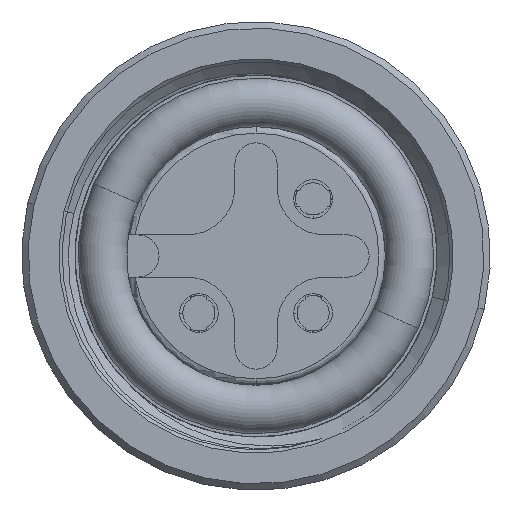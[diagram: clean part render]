
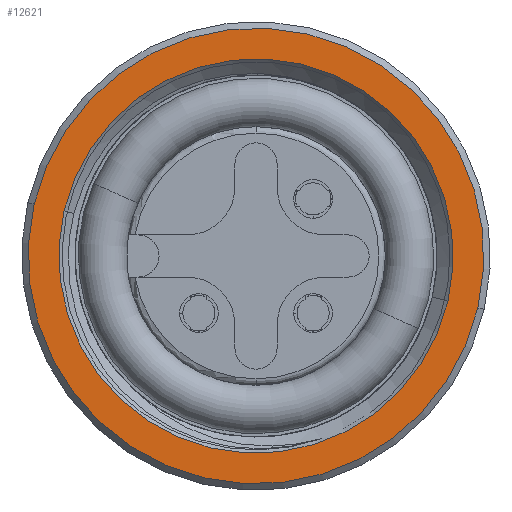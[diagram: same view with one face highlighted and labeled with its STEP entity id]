
A CAD part, left-side view. The second image highlights one B-rep face of the part: STEP entity #12621.
In plain terms, the highlighted face is planar.
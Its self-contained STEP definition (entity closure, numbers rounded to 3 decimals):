
#1353 = FACE_OUTER_BOUND ( 'NONE', #19122, .T. ) ;
#2725 = EDGE_LOOP ( 'NONE', ( #19210, #37398 ) ) ;
#2773 = FACE_BOUND ( 'NONE', #2725, .T. ) ;
#3510 = VERTEX_POINT ( 'NONE', #37520 ) ;
#4195 = VERTEX_POINT ( 'NONE', #34974 ) ;
#4731 = CARTESIAN_POINT ( 'NONE',  ( 11., 7.25, 0. ) ) ;
#6212 = AXIS2_PLACEMENT_3D ( 'NONE', #4731, #6787, #34192 ) ;
#6787 = DIRECTION ( 'NONE',  ( -1., 0., 0. ) ) ;
#7625 = CARTESIAN_POINT ( 'NONE',  ( 11., 0., -7.05 ) ) ;
#9615 = CARTESIAN_POINT ( 'NONE',  ( 11., 0., 0. ) ) ;
#10506 = AXIS2_PLACEMENT_3D ( 'NONE', #17191, #20622, #29308 ) ;
#12621 = ADVANCED_FACE ( 'NONE', ( #1353, #2773 ), #35410, .F. ) ;
#14969 = EDGE_CURVE ( 'NONE', #4195, #3510, #33247, .T. ) ;
#15484 = DIRECTION ( 'NONE',  ( 0., 0., 1. ) ) ;
#16876 = CIRCLE ( 'NONE', #18047, 7.05 ) ;
#17191 = CARTESIAN_POINT ( 'NONE',  ( 11., 0., 0. ) ) ;
#17792 = ORIENTED_EDGE ( 'NONE', *, *, #23754, .T. ) ;
#18047 = AXIS2_PLACEMENT_3D ( 'NONE', #28095, #21891, #33900 ) ;
#18355 = CARTESIAN_POINT ( 'NONE',  ( 11., 0., 7.05 ) ) ;
#18657 = CARTESIAN_POINT ( 'NONE',  ( 11., 0., 0. ) ) ;
#19122 = EDGE_LOOP ( 'NONE', ( #17792, #22608 ) ) ;
#19161 = AXIS2_PLACEMENT_3D ( 'NONE', #18657, #33672, #15484 ) ;
#19210 = ORIENTED_EDGE ( 'NONE', *, *, #19664, .T. ) ;
#19664 = EDGE_CURVE ( 'NONE', #3510, #4195, #26685, .T. ) ;
#19793 = VERTEX_POINT ( 'NONE', #18355 ) ;
#20622 = DIRECTION ( 'NONE',  ( -1., 0., 0. ) ) ;
#21891 = DIRECTION ( 'NONE',  ( 1., 0., 0. ) ) ;
#22608 = ORIENTED_EDGE ( 'NONE', *, *, #38141, .T. ) ;
#23754 = EDGE_CURVE ( 'NONE', #19793, #32382, #34405, .T. ) ;
#26685 = CIRCLE ( 'NONE', #10506, 6.1 ) ;
#27287 = DIRECTION ( 'NONE',  ( 1., 0., 0. ) ) ;
#27532 = DIRECTION ( 'NONE',  ( 0., 0., 1. ) ) ;
#28095 = CARTESIAN_POINT ( 'NONE',  ( 11., 0., 0. ) ) ;
#29308 = DIRECTION ( 'NONE',  ( 0., 0., 1. ) ) ;
#32382 = VERTEX_POINT ( 'NONE', #7625 ) ;
#33247 = CIRCLE ( 'NONE', #19161, 6.1 ) ;
#33672 = DIRECTION ( 'NONE',  ( -1., 0., 0. ) ) ;
#33900 = DIRECTION ( 'NONE',  ( 0., 0., 1. ) ) ;
#34192 = DIRECTION ( 'NONE',  ( 0., 0., 1. ) ) ;
#34405 = CIRCLE ( 'NONE', #39081, 7.05 ) ;
#34974 = CARTESIAN_POINT ( 'NONE',  ( 11., 0., 6.1 ) ) ;
#35410 = PLANE ( 'NONE',  #6212 ) ;
#37398 = ORIENTED_EDGE ( 'NONE', *, *, #14969, .T. ) ;
#37520 = CARTESIAN_POINT ( 'NONE',  ( 11., 0., -6.1 ) ) ;
#38141 = EDGE_CURVE ( 'NONE', #32382, #19793, #16876, .T. ) ;
#39081 = AXIS2_PLACEMENT_3D ( 'NONE', #9615, #27287, #27532 ) ;
